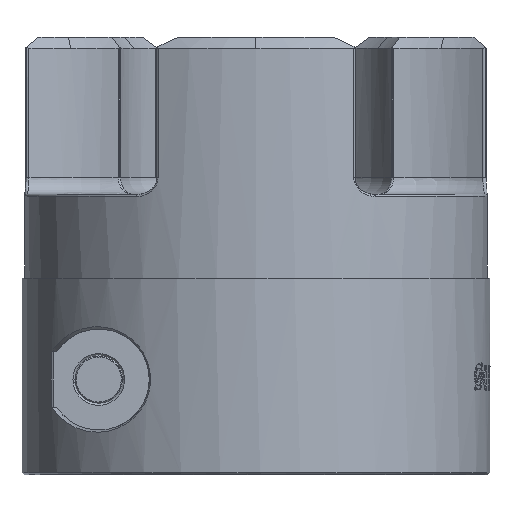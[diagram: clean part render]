
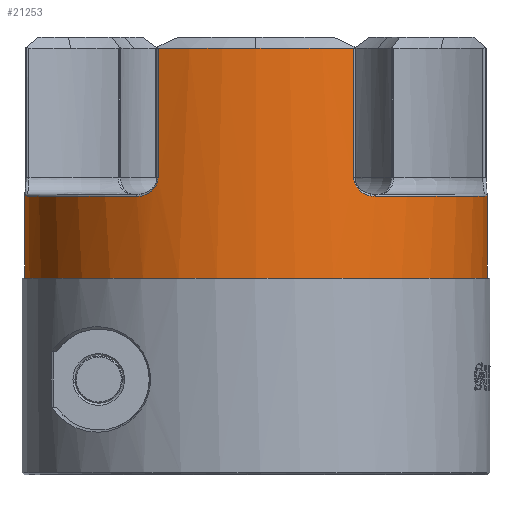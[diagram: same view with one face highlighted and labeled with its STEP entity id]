
A CAD part, front view. The second image highlights one B-rep face of the part: STEP entity #21253.
In plain terms, the highlighted cylindrical face has radius 20.6 mm (diameter 41.2 mm), a partial arc.
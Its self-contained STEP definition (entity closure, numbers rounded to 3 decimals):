
#9058=CARTESIAN_POINT('',(-20.586,-0.75,18.7));
#9059=VERTEX_POINT('',#9058);
#9066=CARTESIAN_POINT('',(-20.6,0.,18.7));
#9067=VERTEX_POINT('',#9066);
#9068=CARTESIAN_POINT('',(0.,0.,18.7));
#9069=DIRECTION('',(-0.,0.,-1.));
#9070=DIRECTION('',(1.,0.,0.));
#9071=AXIS2_PLACEMENT_3D('',#9068,#9069,#9070);
#9072=CIRCLE('',#9071,20.6);
#9073=EDGE_CURVE('',#9059,#9067,#9072,.T.);
#9569=CARTESIAN_POINT('',(-20.586,-0.75,17.5));
#9570=VERTEX_POINT('',#9569);
#9577=CARTESIAN_POINT('',(-20.586,-0.75,-12306.));
#9578=DIRECTION('',(0.,-0.,1.));
#9579=VECTOR('',#9578,24690.);
#9580=LINE('',#9577,#9579);
#9581=EDGE_CURVE('',#9570,#9059,#9580,.T.);
#9585=CARTESIAN_POINT('',(20.586,-0.75,18.7));
#9586=VERTEX_POINT('',#9585);
#9593=CARTESIAN_POINT('',(20.586,-0.75,17.5));
#9594=VERTEX_POINT('',#9593);
#9595=CARTESIAN_POINT('',(20.586,-0.75,12384.));
#9596=DIRECTION('',(0.,0.,-1.));
#9597=VECTOR('',#9596,24690.);
#9598=LINE('',#9595,#9597);
#9599=EDGE_CURVE('',#9586,#9594,#9598,.T.);
#17073=CARTESIAN_POINT('',(-8.714,-18.666,26.5));
#17074=VERTEX_POINT('',#17073);
#17099=CARTESIAN_POINT('',(-10.617,-17.653,24.8));
#17100=VERTEX_POINT('',#17099);
#17111=CARTESIAN_POINT('',(-10.617,-17.653,24.8));
#17112=CARTESIAN_POINT('',(-10.237,-17.882,24.8));
#17113=CARTESIAN_POINT('',(-9.845,-18.1,24.906));
#17114=CARTESIAN_POINT('',(-9.503,-18.277,25.129));
#17115=CARTESIAN_POINT('',(-9.253,-18.407,25.291));
#17116=CARTESIAN_POINT('',(-9.031,-18.516,25.52));
#17117=CARTESIAN_POINT('',(-8.886,-18.585,25.803));
#17118=CARTESIAN_POINT('',(-8.777,-18.637,26.014));
#17119=CARTESIAN_POINT('',(-8.714,-18.666,26.257));
#17120=CARTESIAN_POINT('',(-8.714,-18.666,26.5));
#17121=B_SPLINE_CURVE_WITH_KNOTS('',3,(#17111,#17112,#17113,#17114,#17115,#17116,#17117,#17118,#17119,#17120),.UNSPECIFIED.,.F.,.F.,(4,3,3,4),(0.,0.439,0.76,1.),.UNSPECIFIED.);
#17122=EDGE_CURVE('',#17100,#17074,#17121,.T.);
#17132=CARTESIAN_POINT('',(-20.597,-0.368,24.8));
#17133=VERTEX_POINT('',#17132);
#17144=CARTESIAN_POINT('',(0.,0.,24.8));
#17145=DIRECTION('',(-0.,-0.,1.));
#17146=DIRECTION('',(1.,0.,0.));
#17147=AXIS2_PLACEMENT_3D('',#17144,#17145,#17146);
#17148=CIRCLE('',#17147,20.6);
#17149=EDGE_CURVE('',#17133,#17100,#17148,.T.);
#17856=CARTESIAN_POINT('',(-20.6,0.,24.825));
#17857=VERTEX_POINT('',#17856);
#17874=CARTESIAN_POINT('',(-20.522,1.786,26.5));
#17875=CARTESIAN_POINT('',(-20.522,1.786,26.32));
#17876=CARTESIAN_POINT('',(-20.526,1.747,26.14));
#17877=CARTESIAN_POINT('',(-20.531,1.679,25.973));
#17878=CARTESIAN_POINT('',(-20.54,1.574,25.716));
#17879=CARTESIAN_POINT('',(-20.554,1.396,25.491));
#17880=CARTESIAN_POINT('',(-20.566,1.18,25.315));
#17881=CARTESIAN_POINT('',(-20.57,1.12,25.266));
#17882=CARTESIAN_POINT('',(-20.573,1.057,25.221));
#17883=CARTESIAN_POINT('',(-20.576,0.992,25.179));
#17884=CARTESIAN_POINT('',(-20.595,0.591,24.922));
#17885=CARTESIAN_POINT('',(-20.605,0.108,24.8));
#17886=CARTESIAN_POINT('',(-20.597,-0.368,24.8));
#17887=B_SPLINE_CURVE_WITH_KNOTS('',3,(#17874,#17875,#17876,#17877,#17878,#17879,#17880,#17881,#17882,#17883,#17884,#17885,#17886),.UNSPECIFIED.,.F.,.F.,(4,3,3,3,4),(0.,0.178,0.453,0.529,1.),.UNSPECIFIED.);
#17888=EDGE_CURVE('',#17857,#17133,#17887,.T.);
#17959=CARTESIAN_POINT('',(-20.6,-0.,18.7));
#17960=DIRECTION('',(-0.,-0.,1.));
#17961=VECTOR('',#17960,6.125);
#17962=LINE('',#17959,#17961);
#17963=EDGE_CURVE('',#9067,#17857,#17962,.T.);
#18025=CARTESIAN_POINT('',(20.6,0.,24.825));
#18026=VERTEX_POINT('',#18025);
#18040=CARTESIAN_POINT('',(20.6,-0.,18.7));
#18041=VERTEX_POINT('',#18040);
#18042=CARTESIAN_POINT('',(20.6,-0.,18.7));
#18043=DIRECTION('',(0.,0.,1.));
#18044=VECTOR('',#18043,6.125);
#18045=LINE('',#18042,#18044);
#18046=EDGE_CURVE('',#18041,#18026,#18045,.T.);
#18961=CARTESIAN_POINT('',(20.597,-0.368,24.8));
#18962=VERTEX_POINT('',#18961);
#18973=CARTESIAN_POINT('',(20.597,-0.368,24.8));
#18974=CARTESIAN_POINT('',(20.599,-0.245,24.8));
#18975=CARTESIAN_POINT('',(20.6,-0.122,24.808));
#18976=CARTESIAN_POINT('',(20.6,0.,24.825));
#18977=B_SPLINE_CURVE_WITH_KNOTS('',3,(#18973,#18974,#18975,#18976),.UNSPECIFIED.,.F.,.F.,(4,4),(0.879,1.),.UNSPECIFIED.);
#18978=EDGE_CURVE('',#18962,#18026,#18977,.T.);
#18989=CARTESIAN_POINT('',(10.617,-17.653,24.8));
#18990=VERTEX_POINT('',#18989);
#19001=CARTESIAN_POINT('',(0.,0.,24.8));
#19002=DIRECTION('',(-0.,-0.,1.));
#19003=DIRECTION('',(1.,0.,0.));
#19004=AXIS2_PLACEMENT_3D('',#19001,#19002,#19003);
#19005=CIRCLE('',#19004,20.6);
#19006=EDGE_CURVE('',#18990,#18962,#19005,.T.);
#19718=CARTESIAN_POINT('',(8.714,-18.666,26.5));
#19719=VERTEX_POINT('',#19718);
#19730=CARTESIAN_POINT('',(8.714,-18.666,26.5));
#19731=CARTESIAN_POINT('',(8.714,-18.666,26.32));
#19732=CARTESIAN_POINT('',(8.75,-18.65,26.14));
#19733=CARTESIAN_POINT('',(8.812,-18.62,25.973));
#19734=CARTESIAN_POINT('',(8.907,-18.575,25.716));
#19735=CARTESIAN_POINT('',(9.068,-18.498,25.491));
#19736=CARTESIAN_POINT('',(9.261,-18.401,25.315));
#19737=CARTESIAN_POINT('',(9.315,-18.374,25.267));
#19738=CARTESIAN_POINT('',(9.37,-18.346,25.222));
#19739=CARTESIAN_POINT('',(9.428,-18.316,25.18));
#19740=CARTESIAN_POINT('',(9.785,-18.132,24.922));
#19741=CARTESIAN_POINT('',(10.208,-17.899,24.8));
#19742=CARTESIAN_POINT('',(10.617,-17.653,24.8));
#19743=B_SPLINE_CURVE_WITH_KNOTS('',3,(#19730,#19731,#19732,#19733,#19734,#19735,#19736,#19737,#19738,#19739,#19740,#19741,#19742),.UNSPECIFIED.,.F.,.F.,(4,3,3,3,4),(0.,0.178,0.453,0.529,1.),.UNSPECIFIED.);
#19744=EDGE_CURVE('',#19719,#18990,#19743,.T.);
#19897=CARTESIAN_POINT('',(-0.,-20.6,38.));
#19898=VERTEX_POINT('',#19897);
#19930=CARTESIAN_POINT('',(-8.714,-18.666,38.));
#19931=VERTEX_POINT('',#19930);
#19951=CARTESIAN_POINT('',(0.,0.,38.));
#19952=DIRECTION('',(0.,-0.,1.));
#19953=DIRECTION('',(1.,0.,0.));
#19954=AXIS2_PLACEMENT_3D('',#19951,#19952,#19953);
#19955=CIRCLE('',#19954,20.6);
#19956=EDGE_CURVE('',#19931,#19898,#19955,.T.);
#20558=CARTESIAN_POINT('',(0.,0.,17.5));
#20559=DIRECTION('',(0.,0.,-1.));
#20560=DIRECTION('',(1.,0.,0.));
#20561=AXIS2_PLACEMENT_3D('',#20558,#20559,#20560);
#20562=CIRCLE('',#20561,20.6);
#20563=EDGE_CURVE('',#9594,#9570,#20562,.T.);
#20583=CARTESIAN_POINT('',(0.,0.,18.7));
#20584=DIRECTION('',(0.,0.,-1.));
#20585=DIRECTION('',(1.,0.,0.));
#20586=AXIS2_PLACEMENT_3D('',#20583,#20584,#20585);
#20587=CIRCLE('',#20586,20.6);
#20588=EDGE_CURVE('',#18041,#9586,#20587,.T.);
#20882=CARTESIAN_POINT('',(-8.714,-18.666,-12306.));
#20883=DIRECTION('',(-0.,-0.,1.));
#20884=VECTOR('',#20883,24690.);
#20885=LINE('',#20882,#20884);
#20886=EDGE_CURVE('',#17074,#19931,#20885,.T.);
#20922=CARTESIAN_POINT('',(8.714,-18.666,38.));
#20923=VERTEX_POINT('',#20922);
#20943=CARTESIAN_POINT('',(8.714,-18.666,12384.));
#20944=DIRECTION('',(0.,0.,-1.));
#20945=VECTOR('',#20944,24690.);
#20946=LINE('',#20943,#20945);
#20947=EDGE_CURVE('',#20923,#19719,#20946,.T.);
#20973=CARTESIAN_POINT('',(0.,0.,38.));
#20974=DIRECTION('',(0.,-0.,1.));
#20975=DIRECTION('',(1.,0.,0.));
#20976=AXIS2_PLACEMENT_3D('',#20973,#20974,#20975);
#20977=CIRCLE('',#20976,20.6);
#20978=EDGE_CURVE('',#19898,#20923,#20977,.T.);
#21229=CARTESIAN_POINT('',(0.,0.,39.));
#21230=DIRECTION('',(0.,0.,-1.));
#21231=DIRECTION('',(1.,0.,0.));
#21232=AXIS2_PLACEMENT_3D('',#21229,#21230,#21231);
#21233=CYLINDRICAL_SURFACE('',#21232,20.6);
#21234=ORIENTED_EDGE('',*,*,#17963,.F.);
#21235=ORIENTED_EDGE('',*,*,#9073,.F.);
#21236=ORIENTED_EDGE('',*,*,#9581,.F.);
#21237=ORIENTED_EDGE('',*,*,#20563,.F.);
#21238=ORIENTED_EDGE('',*,*,#9599,.F.);
#21239=ORIENTED_EDGE('',*,*,#20588,.F.);
#21240=ORIENTED_EDGE('',*,*,#18046,.T.);
#21241=ORIENTED_EDGE('',*,*,#18978,.F.);
#21242=ORIENTED_EDGE('',*,*,#19006,.F.);
#21243=ORIENTED_EDGE('',*,*,#19744,.F.);
#21244=ORIENTED_EDGE('',*,*,#20947,.F.);
#21245=ORIENTED_EDGE('',*,*,#20978,.F.);
#21246=ORIENTED_EDGE('',*,*,#19956,.F.);
#21247=ORIENTED_EDGE('',*,*,#20886,.F.);
#21248=ORIENTED_EDGE('',*,*,#17122,.F.);
#21249=ORIENTED_EDGE('',*,*,#17149,.F.);
#21250=ORIENTED_EDGE('',*,*,#17888,.F.);
#21251=EDGE_LOOP('',(#21234,#21235,#21236,#21237,#21238,#21239,#21240,#21241,#21242,#21243,#21244,#21245,#21246,#21247,#21248,#21249,#21250));
#21252=FACE_BOUND('',#21251,.T.);
#21253=ADVANCED_FACE('',(#21252),#21233,.T.);
